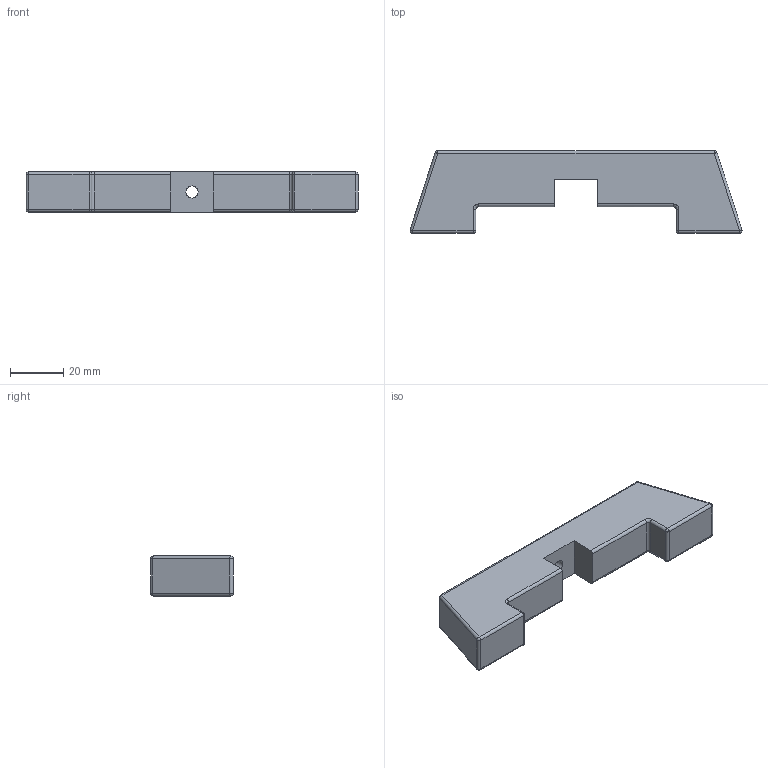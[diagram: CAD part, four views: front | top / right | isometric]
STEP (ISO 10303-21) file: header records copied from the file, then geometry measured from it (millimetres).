
FILE_DESCRIPTION(/* description */ (''),/* implementation_level */ '2;1');
FILE_NAME(/* name */ 'b5896866-3935-467c-8aca-3208397c88a5.stp',/* time_stamp */ '2016-11-15T16:49:56+01:00',/* author */ (''),/* organization */ (''),/* preprocessor_version */ 'ST-DEVELOPER v16.5',/* originating_system */ 'Autodesk Translation Framework v5.2.0.2920',/* authorisation */ '');
FILE_SCHEMA (('AUTOMOTIVE_DESIGN { 1 0 10303 214 3 1 1 }'));
Length unit declared in the file: millimetre
Products named in the file (1): Stand_upper
Bounding box: 124.25 x 30.95 x 15 mm (x, y, z)
Volume: 39311 mm3; surface area: 10174.1 mm2
Topology: 1 solids, 1 shells, 64 faces, 139 edges, 78 vertices
Faces by surface type: cylinder 27, plane 21, sphere 12, torus 4
Full cylindrical faces by diameter (mm): 4.5 x1
Entity records: 1730 total; most frequent: DIRECTION 326, CARTESIAN_POINT 281, ORIENTED_EDGE 276, EDGE_CURVE 138, AXIS2_PLACEMENT_3D 123, LINE 80, VECTOR 80, VERTEX_POINT 78
